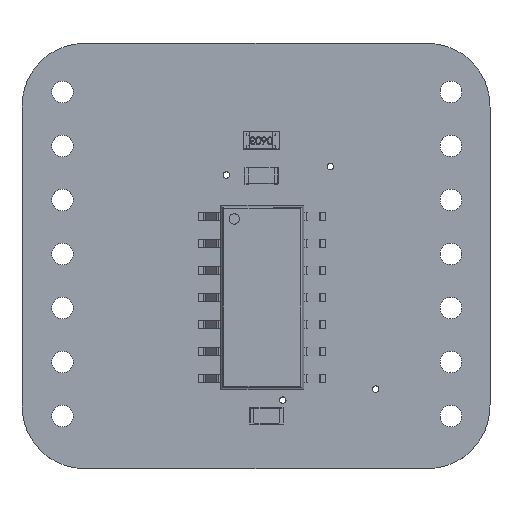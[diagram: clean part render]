
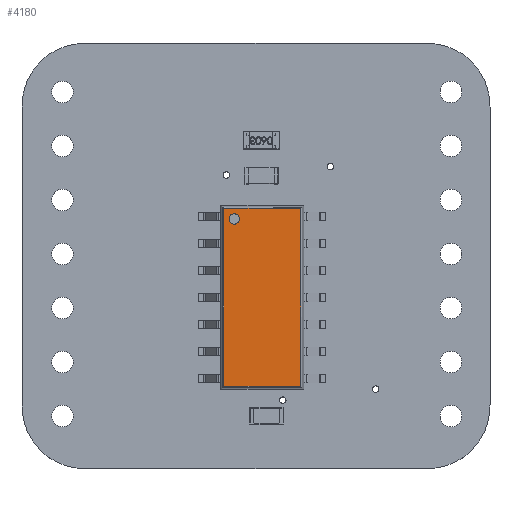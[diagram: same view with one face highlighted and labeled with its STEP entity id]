
A CAD part, top view. The second image highlights one B-rep face of the part: STEP entity #4180.
In plain terms, the highlighted planar face has unit normal (0, 0, 1).
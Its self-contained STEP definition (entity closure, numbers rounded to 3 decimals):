
#4086 = VERTEX_POINT('',#4087);
#4087 = CARTESIAN_POINT('',(-1.809,-4.184,1.75));
#4094 = EDGE_CURVE('',#4086,#4095,#4097,.T.);
#4095 = VERTEX_POINT('',#4096);
#4096 = CARTESIAN_POINT('',(-1.809,4.184,1.75));
#4097 = LINE('',#4098,#4099);
#4098 = CARTESIAN_POINT('',(-1.809,-4.228,1.75));
#4099 = VECTOR('',#4100,1.);
#4100 = DIRECTION('',(0.,1.,0.));
#4161 = VERTEX_POINT('',#4162);
#4162 = CARTESIAN_POINT('',(1.809,-4.184,1.75));
#4169 = EDGE_CURVE('',#4086,#4161,#4170,.T.);
#4170 = LINE('',#4171,#4172);
#4171 = CARTESIAN_POINT('',(-1.853,-4.184,1.75));
#4172 = VECTOR('',#4173,1.);
#4173 = DIRECTION('',(1.,0.,0.));
#4180 = ADVANCED_FACE('',(#4181,#4199),#4219,.T.);
#4181 = FACE_BOUND('',#4182,.T.);
#4182 = EDGE_LOOP('',(#4183,#4184,#4185,#4193));
#4183 = ORIENTED_EDGE('',*,*,#4094,.F.);
#4184 = ORIENTED_EDGE('',*,*,#4169,.T.);
#4185 = ORIENTED_EDGE('',*,*,#4186,.T.);
#4186 = EDGE_CURVE('',#4161,#4187,#4189,.T.);
#4187 = VERTEX_POINT('',#4188);
#4188 = CARTESIAN_POINT('',(1.809,4.184,1.75));
#4189 = LINE('',#4190,#4191);
#4190 = CARTESIAN_POINT('',(1.809,-4.228,1.75));
#4191 = VECTOR('',#4192,1.);
#4192 = DIRECTION('',(0.,1.,0.));
#4193 = ORIENTED_EDGE('',*,*,#4194,.F.);
#4194 = EDGE_CURVE('',#4095,#4187,#4195,.T.);
#4195 = LINE('',#4196,#4197);
#4196 = CARTESIAN_POINT('',(-1.853,4.184,1.75));
#4197 = VECTOR('',#4198,1.);
#4198 = DIRECTION('',(1.,0.,0.));
#4199 = FACE_BOUND('',#4200,.T.);
#4200 = EDGE_LOOP('',(#4201,#4212));
#4201 = ORIENTED_EDGE('',*,*,#4202,.F.);
#4202 = EDGE_CURVE('',#4203,#4205,#4207,.T.);
#4203 = VERTEX_POINT('',#4204);
#4204 = CARTESIAN_POINT('',(-1.071,3.69,1.75));
#4205 = VERTEX_POINT('',#4206);
#4206 = CARTESIAN_POINT('',(-1.559,3.69,1.75));
#4207 = CIRCLE('',#4208,0.244);
#4208 = AXIS2_PLACEMENT_3D('',#4209,#4210,#4211);
#4209 = CARTESIAN_POINT('',(-1.315,3.69,1.75));
#4210 = DIRECTION('',(0.,0.,1.));
#4211 = DIRECTION('',(1.,0.,0.));
#4212 = ORIENTED_EDGE('',*,*,#4213,.F.);
#4213 = EDGE_CURVE('',#4205,#4203,#4214,.T.);
#4214 = CIRCLE('',#4215,0.244);
#4215 = AXIS2_PLACEMENT_3D('',#4216,#4217,#4218);
#4216 = CARTESIAN_POINT('',(-1.315,3.69,1.75));
#4217 = DIRECTION('',(0.,0.,1.));
#4218 = DIRECTION('',(1.,0.,0.));
#4219 = PLANE('',#4220);
#4220 = AXIS2_PLACEMENT_3D('',#4221,#4222,#4223);
#4221 = CARTESIAN_POINT('',(-1.95,-4.325,1.75));
#4222 = DIRECTION('',(0.,0.,1.));
#4223 = DIRECTION('',(1.,0.,0.));
